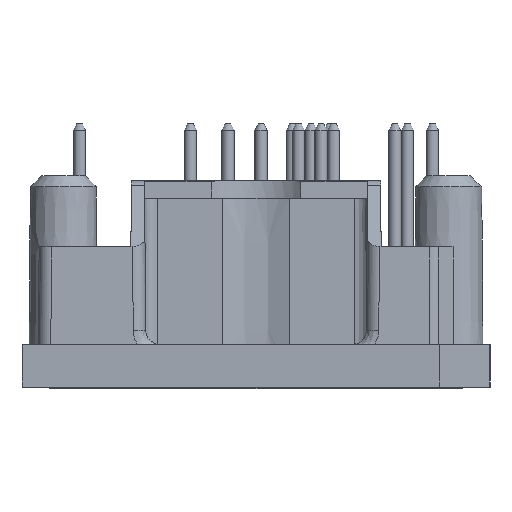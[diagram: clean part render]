
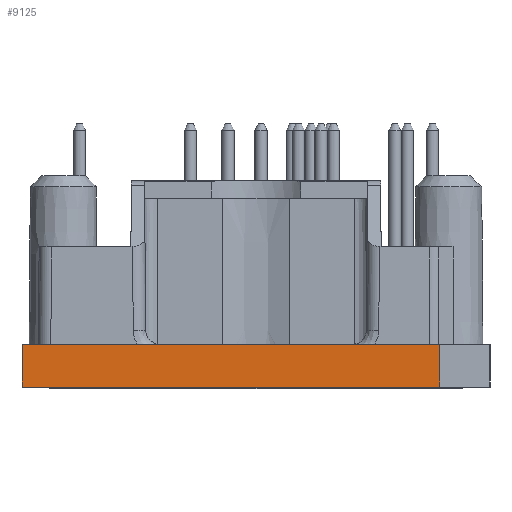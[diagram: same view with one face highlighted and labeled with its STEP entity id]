
A CAD part, left-side view. The second image highlights one B-rep face of the part: STEP entity #9125.
In plain terms, the highlighted planar face has unit normal (-1, 0, 0).
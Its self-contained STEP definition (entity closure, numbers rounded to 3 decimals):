
#2104=ORIENTED_EDGE('',*,*,#4066,.T.);
#2105=ORIENTED_EDGE('',*,*,#3965,.F.);
#2106=ORIENTED_EDGE('',*,*,#4067,.T.);
#2107=ORIENTED_EDGE('',*,*,#3938,.T.);
#3938=EDGE_CURVE('',#5024,#5023,#5778,.T.);
#3965=EDGE_CURVE('',#5035,#5036,#5795,.T.);
#4066=EDGE_CURVE('',#5023,#5036,#5851,.T.);
#4067=EDGE_CURVE('',#5035,#5024,#5852,.T.);
#5023=VERTEX_POINT('',#18593);
#5024=VERTEX_POINT('',#18595);
#5035=VERTEX_POINT('',#18653);
#5036=VERTEX_POINT('',#18654);
#5778=LINE('',#18594,#6410);
#5795=LINE('',#18652,#6427);
#5851=LINE('',#18890,#6483);
#5852=LINE('',#18891,#6484);
#6410=VECTOR('',#14698,1000.);
#6427=VECTOR('',#14743,1000.);
#6483=VECTOR('',#14885,1000.);
#6484=VECTOR('',#14886,1000.);
#7096=EDGE_LOOP('',(#2104,#2105,#2106,#2107));
#8026=FACE_BOUND('',#7096,.T.);
#8676=PLANE('',#13166);
#9125=ADVANCED_FACE('',(#8026),#8676,.F.);
#13166=AXIS2_PLACEMENT_3D('',#18889,#14883,#14884);
#14698=DIRECTION('',(0.,-1.,0.));
#14743=DIRECTION('',(0.,-1.,0.));
#14883=DIRECTION('',(1.,0.,0.));
#14884=DIRECTION('',(0.,1.,0.));
#14885=DIRECTION('',(0.,0.,1.));
#14886=DIRECTION('',(0.,0.,-1.));
#18593=CARTESIAN_POINT('',(-41.,-14.7,0.));
#18594=CARTESIAN_POINT('',(-41.,18.7,0.));
#18595=CARTESIAN_POINT('',(-41.,18.7,0.));
#18652=CARTESIAN_POINT('',(-41.,18.7,3.4));
#18653=CARTESIAN_POINT('',(-41.,18.7,3.4));
#18654=CARTESIAN_POINT('',(-41.,-14.7,3.4));
#18889=CARTESIAN_POINT('',(-41.,18.7,3.4));
#18890=CARTESIAN_POINT('',(-41.,-14.7,3.4));
#18891=CARTESIAN_POINT('',(-41.,18.7,3.4));
